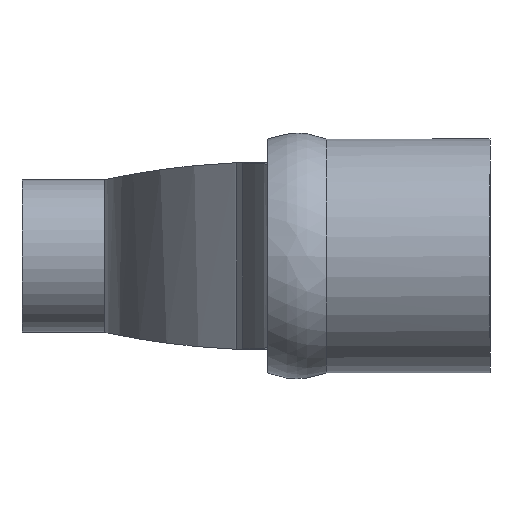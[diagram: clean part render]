
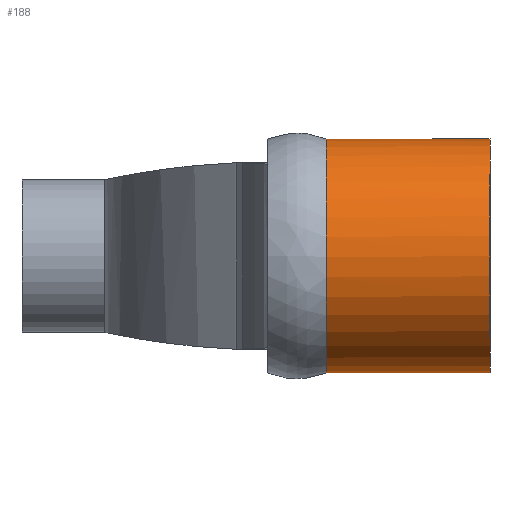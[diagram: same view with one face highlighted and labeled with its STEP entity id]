
A CAD part, left-side view. The second image highlights one B-rep face of the part: STEP entity #188.
In plain terms, the highlighted cylindrical face has radius 10 mm (diameter 20 mm), a full revolution.
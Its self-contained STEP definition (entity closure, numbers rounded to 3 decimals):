
#101=FACE_BOUND('',#275,.T.);
#102=FACE_BOUND('',#276,.T.);
#111=CYLINDRICAL_SURFACE('',#770,10.);
#139=B_SPLINE_CURVE_WITH_KNOTS('',3,(#1145,#1146,#1147,#1148),.UNSPECIFIED.,
.F.,.F.,(4,4),(0.,1.),.UNSPECIFIED.);
#140=B_SPLINE_CURVE_WITH_KNOTS('',3,(#1151,#1152,#1153,#1154),.UNSPECIFIED.,
.F.,.F.,(4,4),(0.,1.),.UNSPECIFIED.);
#169=CIRCLE('',#763,10.);
#170=CIRCLE('',#766,10.);
#171=CIRCLE('',#768,10.);
#172=CIRCLE('',#769,10.);
#188=ADVANCED_FACE('',(#101,#102),#111,.T.);
#275=EDGE_LOOP('',(#360,#361,#362,#363,#364));
#276=EDGE_LOOP('',(#365));
#360=ORIENTED_EDGE('',*,*,#619,.T.);
#361=ORIENTED_EDGE('',*,*,#620,.T.);
#362=ORIENTED_EDGE('',*,*,#621,.T.);
#363=ORIENTED_EDGE('',*,*,#589,.T.);
#364=ORIENTED_EDGE('',*,*,#622,.T.);
#365=ORIENTED_EDGE('',*,*,#618,.F.);
#517=VERTEX_POINT('',#967);
#519=VERTEX_POINT('',#976);
#545=VERTEX_POINT('',#1143);
#546=VERTEX_POINT('',#1149);
#547=VERTEX_POINT('',#1150);
#548=VERTEX_POINT('',#1155);
#589=EDGE_CURVE('',#517,#519,#169,.T.);
#618=EDGE_CURVE('',#545,#545,#170,.T.);
#619=EDGE_CURVE('',#546,#547,#139,.T.);
#620=EDGE_CURVE('',#547,#548,#140,.T.);
#621=EDGE_CURVE('',#548,#517,#171,.T.);
#622=EDGE_CURVE('',#519,#546,#172,.T.);
#763=AXIS2_PLACEMENT_3D('',#977,#825,#826);
#766=AXIS2_PLACEMENT_3D('',#1142,#843,#844);
#768=AXIS2_PLACEMENT_3D('',#1156,#847,#848);
#769=AXIS2_PLACEMENT_3D('',#1157,#849,#850);
#770=AXIS2_PLACEMENT_3D('',#1158,#851,#852);
#825=DIRECTION('',(0.,-1.,0.));
#826=DIRECTION('',(0.,0.,-1.));
#843=DIRECTION('',(0.,-1.,0.));
#844=DIRECTION('',(0.,0.,-1.));
#847=DIRECTION('',(0.,-1.,0.));
#848=DIRECTION('',(0.,0.,-1.));
#849=DIRECTION('',(0.,-1.,0.));
#850=DIRECTION('',(0.,0.,1.));
#851=DIRECTION('',(0.,-1.,0.));
#852=DIRECTION('',(0.,0.,-1.));
#967=CARTESIAN_POINT('',(136.726,56.25,7.826));
#976=CARTESIAN_POINT('',(136.726,56.25,-7.826));
#977=CARTESIAN_POINT('',(130.5,56.25,0.));
#1142=CARTESIAN_POINT('',(130.5,42.25,0.));
#1143=CARTESIAN_POINT('',(130.5,42.25,-10.));
#1145=CARTESIAN_POINT('',(140.495,56.25,-0.313));
#1146=CARTESIAN_POINT('',(140.498,56.25,-0.209));
#1147=CARTESIAN_POINT('',(140.5,56.25,-0.104));
#1148=CARTESIAN_POINT('',(140.5,56.25,0.));
#1149=CARTESIAN_POINT('',(140.497,56.25,-0.313));
#1150=CARTESIAN_POINT('',(140.499,56.25,0.));
#1151=CARTESIAN_POINT('',(140.5,56.25,0.));
#1152=CARTESIAN_POINT('',(140.5,56.25,0.104));
#1153=CARTESIAN_POINT('',(140.498,56.25,0.209));
#1154=CARTESIAN_POINT('',(140.495,56.25,0.313));
#1155=CARTESIAN_POINT('',(140.497,56.25,0.312));
#1156=CARTESIAN_POINT('',(130.5,56.25,0.));
#1157=CARTESIAN_POINT('',(130.5,56.25,0.));
#1158=CARTESIAN_POINT('',(130.5,34.75,0.));
